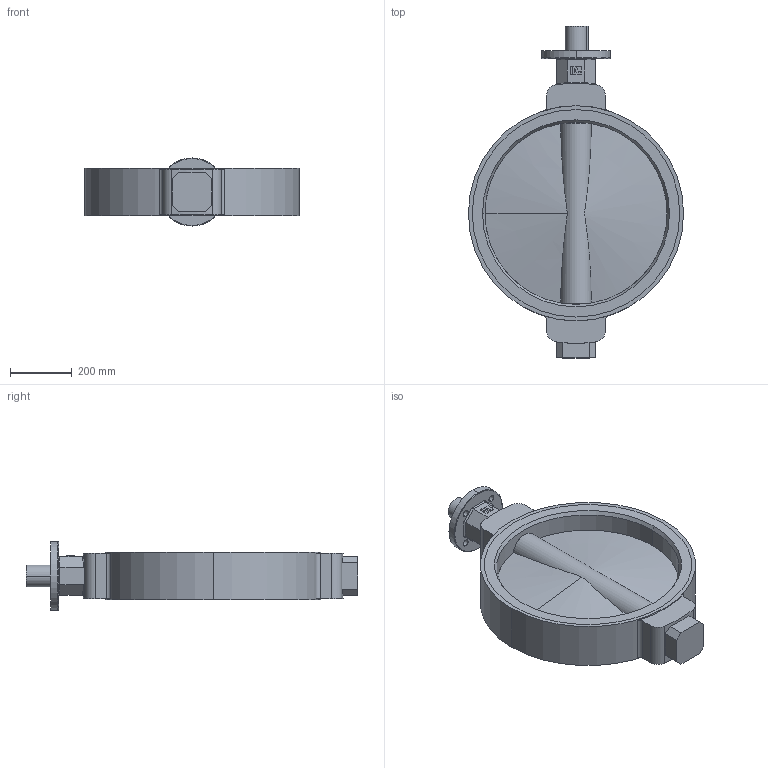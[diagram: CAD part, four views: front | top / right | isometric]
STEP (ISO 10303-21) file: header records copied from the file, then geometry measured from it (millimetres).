
FILE_DESCRIPTION (( 'STEP AP214' ), '1' );
FILE_NAME ('D10600.__.step', '2013-07-30T15:04:31', ( 'mbuehlmann' ), ( '' ), 'SwSTEP 2.0', 'SolidWorks 2012', '' );
FILE_SCHEMA (( 'AUTOMOTIVE_DESIGN' ));
Length unit declared in the file: millimetre
Products named in the file (6): ia-Logo26; ia-Keil_ia-Keil600; ia-scheibe250_ia-scheibe600; ia-Dichtungbasic_Dichtung600; BO.D10600.__; D10600.__
Assembly tree (5 placements, depth 2):
  D10600.__
    BO.D10600.__
    ia-Dichtungbasic_Dichtung600
    ia-scheibe250_ia-scheibe600
    ia-Keil_ia-Keil600
    ia-Logo26
Bounding box: 695 x 1072 x 220 mm (x, y, z)
Volume: 33516374.1 mm3; surface area: 2422156.9 mm2
Topology: 5 solids, 5 shells, 142 faces, 354 edges, 226 vertices
Faces by surface type: plane 64, cylinder 42, cone 16, torus 14, bspline 4, sphere 2
Entity records: 4913 total; most frequent: CARTESIAN_POINT 1322, DIRECTION 703, ORIENTED_EDGE 702, EDGE_CURVE 351, AXIS2_PLACEMENT_3D 262, VERTEX_POINT 225, LINE 179, VECTOR 179
